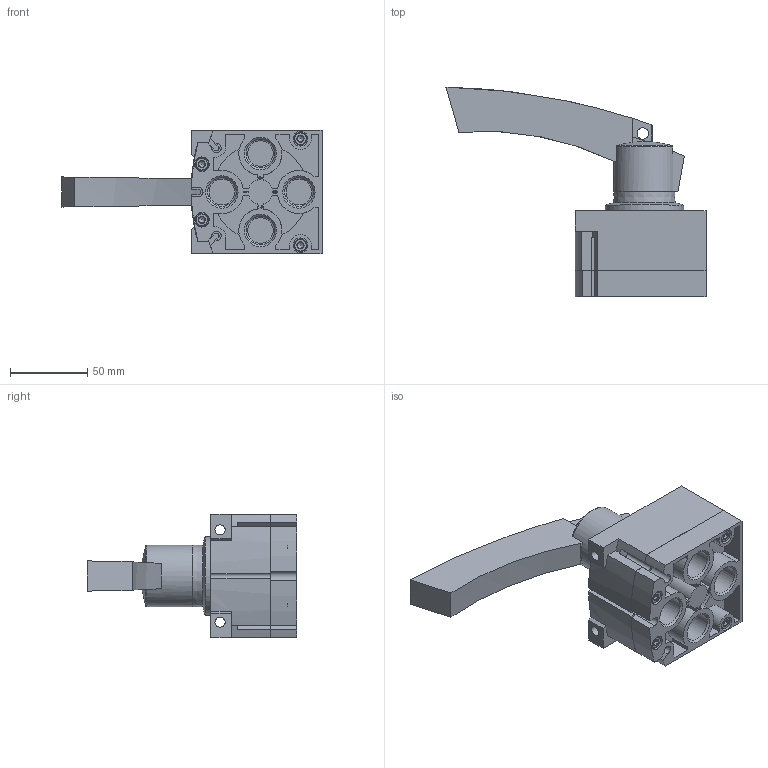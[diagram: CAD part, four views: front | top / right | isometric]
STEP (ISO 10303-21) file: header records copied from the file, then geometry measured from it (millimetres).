
FILE_DESCRIPTION(/* description */ ('STEP AP214'),/* implementation_level */ '2;1');
FILE_NAME(/* name */ '3192084_VHER-P-H-B43U-B-G12',/* time_stamp */ '2024-09-16T14:41:51+02:00',/* author */ ('License CC BY-ND 4.0'),/* organization */ ('CADENAS'),/* preprocessor_version */ 'ST-DEVELOPER v19.3',/* originating_system */ 'PARTsolutions',/* authorisation */ ' ');
FILE_SCHEMA (('AUTOMOTIVE_DESIGN {1 0 10303 214 3 1 1}'));
Length unit declared in the file: millimetre
Products named in the file (4): 3192084 VHER-P-H-B43U-B-G12; 3192084 VHER-P-H-B43U-B-G12---(0_AP); 3192084 VHER-P-H-B43U-B-G12---(Geh); 3192084 VHER-P-H-B43U-B-G12---(Hbl)
Assembly tree (3 placements, depth 2):
  3192084 VHER-P-H-B43U-B-G12
    3192084 VHER-P-H-B43U-B-G12---(0_AP)
    3192084 VHER-P-H-B43U-B-G12---(Geh)
    3192084 VHER-P-H-B43U-B-G12---(Hbl)
Bounding box: 168.8 x 136 x 80 mm (x, y, z)
Volume: 408887.9 mm3; surface area: 93250.5 mm2
Topology: 3 solids, 3 shells, 494 faces, 1229 edges, 786 vertices
Faces by surface type: plane 301, cylinder 118, cone 52, torus 20, sphere 3
Full cylindrical faces by diameter (mm): 4.917 x8, 5.5 x1, 6 x1, 6.6 x2, 7.5 x1, 8.5 x4, 9.5 x4, 18.631 x4, 51 x1, 73 x1, 74 x1
Entity records: 15257 total; most frequent: CARTESIAN_POINT 2860, DIRECTION 2432, ORIENTED_EDGE 2316, EDGE_CURVE 1158, AXIS2_PLACEMENT_3D 860, VERTEX_POINT 776, LINE 712, VECTOR 712
